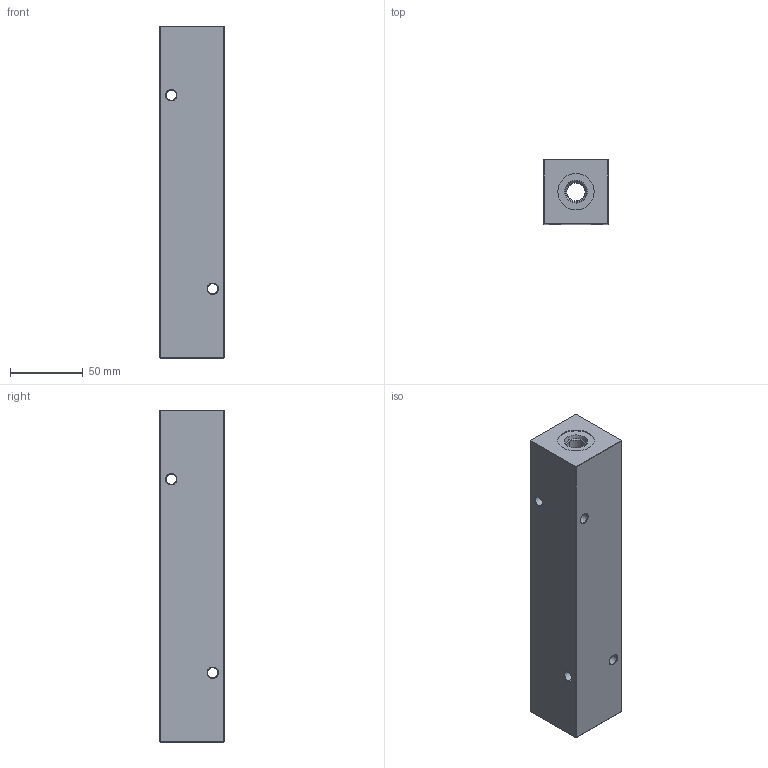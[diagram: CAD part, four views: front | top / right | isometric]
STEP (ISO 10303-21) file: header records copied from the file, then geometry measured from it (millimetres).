
FILE_DESCRIPTION (( 'STEP AP203' ), '1' );
FILE_NAME ('HM-5-0-S-6-6.STEP', '2020-09-30T18:18:46', ( '' ), ( '' ), 'SwSTEP 2.0', 'SolidWorks 2019', '' );
FILE_SCHEMA (( 'CONFIG_CONTROL_DESIGN' ));
Length unit declared in the file: inch
Products named in the file (1): HM-5-0-S-6-6
Bounding box: 44.45 x 44.45 x 228.6 mm (x, y, z)
Volume: 401571.6 mm3; surface area: 58898.4 mm2
Topology: 1 solids, 1 shells, 537 faces, 1400 edges, 906 vertices
Faces by surface type: plane 229, bspline 194, cone 58, cylinder 56
Entity records: 25777 total; most frequent: CARTESIAN_POINT 13906, ORIENTED_EDGE 2800, DIRECTION 1760, EDGE_CURVE 1400, VERTEX_POINT 906, VECTOR 800, LINE 800, EDGE_LOOP 602
